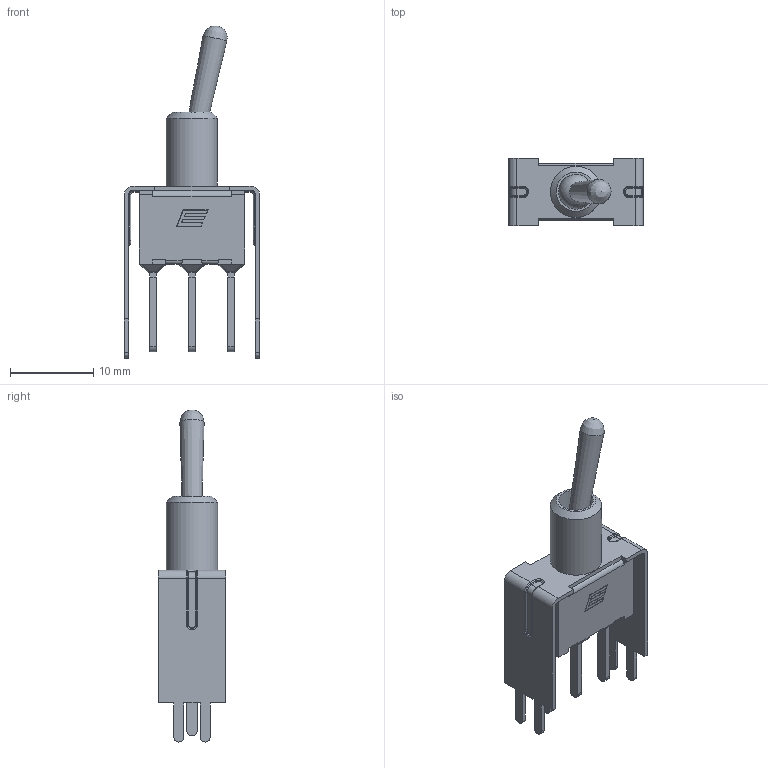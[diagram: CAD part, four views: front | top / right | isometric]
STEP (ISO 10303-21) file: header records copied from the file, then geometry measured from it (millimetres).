
FILE_DESCRIPTION((' '),'2;1');
FILE_NAME('100SPxT1B1VS3xE.stp','2017-07-20T15:42:10',(' '),(' '),' ','ACIS',' ');
FILE_SCHEMA(('CONFIG_CONTROL_DESIGN'));
Length unit declared in the file: inch
Products named in the file (1): 100SPxT1B1VS3xE.stp
Bounding box: 16.26 x 8.13 x 39.97 mm (x, y, z)
Volume: 1255.7 mm3; surface area: 1900.6 mm2
Topology: 1 solids, 5 shells, 378 faces, 928 edges, 569 vertices
Faces by surface type: plane 211, cylinder 98, torus 36, bspline 17, sphere 13, cone 3
Full cylindrical faces by diameter (mm): 1.65 x1, 4.2 x1
Entity records: 11226 total; most frequent: CARTESIAN_POINT 2203, DIRECTION 1860, ORIENTED_EDGE 1842, EDGE_CURVE 921, VECTOR 628, LINE 628, AXIS2_PLACEMENT_3D 616, VERTEX_POINT 567
